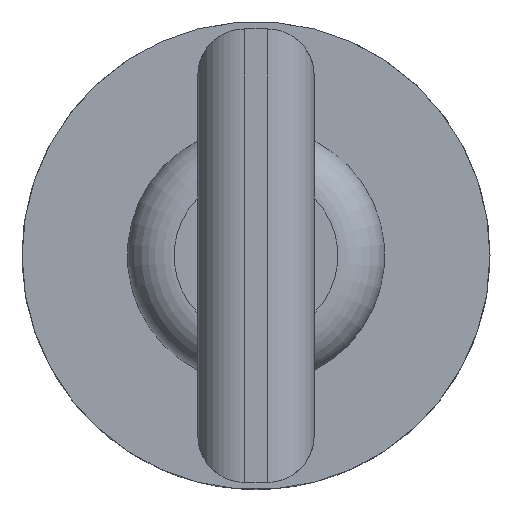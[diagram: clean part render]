
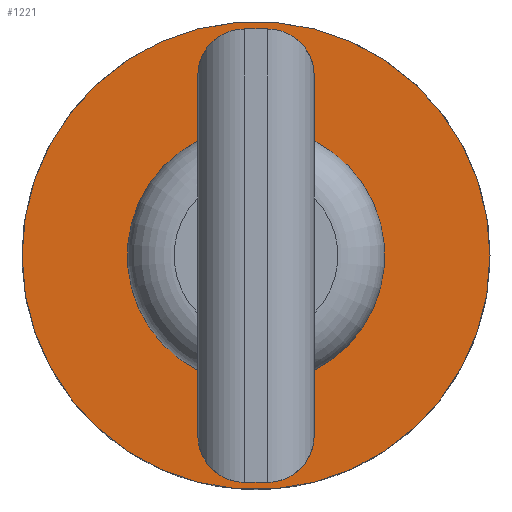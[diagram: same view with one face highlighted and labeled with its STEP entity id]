
A CAD part, front view. The second image highlights one B-rep face of the part: STEP entity #1221.
In plain terms, the highlighted planar face has unit normal (0, -1, 0).
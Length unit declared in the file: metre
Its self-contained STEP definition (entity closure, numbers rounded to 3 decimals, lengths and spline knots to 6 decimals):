
#93=CIRCLE('',#1310,0.00508);
#94=CIRCLE('',#1311,0.00508);
#95=CIRCLE('',#1312,0.00508);
#96=CIRCLE('',#1313,0.00508);
#97=CIRCLE('',#1314,0.002794);
#98=CIRCLE('',#1315,0.001016);
#99=CIRCLE('',#1316,0.001016);
#100=CIRCLE('',#1317,0.002794);
#101=CIRCLE('',#1318,0.001016);
#102=CIRCLE('',#1319,0.001016);
#189=ORIENTED_EDGE('',*,*,#569,.T.);
#190=ORIENTED_EDGE('',*,*,#570,.T.);
#191=ORIENTED_EDGE('',*,*,#571,.T.);
#192=ORIENTED_EDGE('',*,*,#572,.T.);
#193=ORIENTED_EDGE('',*,*,#573,.F.);
#194=ORIENTED_EDGE('',*,*,#558,.T.);
#195=ORIENTED_EDGE('',*,*,#574,.T.);
#196=ORIENTED_EDGE('',*,*,#575,.T.);
#197=ORIENTED_EDGE('',*,*,#576,.T.);
#198=ORIENTED_EDGE('',*,*,#564,.F.);
#199=ORIENTED_EDGE('',*,*,#577,.F.);
#200=ORIENTED_EDGE('',*,*,#568,.F.);
#201=ORIENTED_EDGE('',*,*,#578,.T.);
#202=ORIENTED_EDGE('',*,*,#579,.F.);
#203=ORIENTED_EDGE('',*,*,#580,.T.);
#204=ORIENTED_EDGE('',*,*,#554,.T.);
#554=EDGE_CURVE('',#745,#744,#871,.T.);
#558=EDGE_CURVE('',#739,#748,#875,.T.);
#564=EDGE_CURVE('',#754,#755,#879,.T.);
#568=EDGE_CURVE('',#758,#750,#883,.T.);
#569=EDGE_CURVE('',#759,#760,#93,.T.);
#570=EDGE_CURVE('',#760,#761,#94,.T.);
#571=EDGE_CURVE('',#761,#762,#95,.T.);
#572=EDGE_CURVE('',#762,#759,#96,.T.);
#573=EDGE_CURVE('',#739,#744,#97,.T.);
#574=EDGE_CURVE('',#748,#763,#98,.F.);
#575=EDGE_CURVE('',#763,#764,#884,.T.);
#576=EDGE_CURVE('',#764,#755,#99,.F.);
#577=EDGE_CURVE('',#750,#754,#100,.T.);
#578=EDGE_CURVE('',#758,#765,#101,.F.);
#579=EDGE_CURVE('',#766,#765,#885,.T.);
#580=EDGE_CURVE('',#766,#745,#102,.F.);
#739=VERTEX_POINT('',#1711);
#744=VERTEX_POINT('',#1728);
#745=VERTEX_POINT('',#1730);
#748=VERTEX_POINT('',#1736);
#750=VERTEX_POINT('',#1741);
#754=VERTEX_POINT('',#1757);
#755=VERTEX_POINT('',#1759);
#758=VERTEX_POINT('',#1765);
#759=VERTEX_POINT('',#1769);
#760=VERTEX_POINT('',#1770);
#761=VERTEX_POINT('',#1772);
#762=VERTEX_POINT('',#1774);
#763=VERTEX_POINT('',#1778);
#764=VERTEX_POINT('',#1780);
#765=VERTEX_POINT('',#1784);
#766=VERTEX_POINT('',#1786);
#871=LINE('',#1729,#946);
#875=LINE('',#1737,#950);
#879=LINE('',#1758,#954);
#883=LINE('',#1766,#958);
#884=LINE('',#1779,#959);
#885=LINE('',#1785,#960);
#946=VECTOR('',#1422,1.);
#950=VECTOR('',#1426,1.);
#954=VECTOR('',#1432,1.);
#958=VECTOR('',#1436,1.);
#959=VECTOR('',#1451,1.);
#960=VECTOR('',#1458,1.);
#1020=EDGE_LOOP('',(#189,#190,#191,#192));
#1021=EDGE_LOOP('',(#193,#194,#195,#196,#197,#198,#199,#200,#201,#202,#203,
#204));
#1103=FACE_BOUND('',#1020,.T.);
#1104=FACE_BOUND('',#1021,.T.);
#1186=PLANE('',#1309);
#1221=ADVANCED_FACE('',(#1103,#1104),#1186,.T.);
#1309=AXIS2_PLACEMENT_3D('',#1767,#1437,#1438);
#1310=AXIS2_PLACEMENT_3D('',#1768,#1439,#1440);
#1311=AXIS2_PLACEMENT_3D('',#1771,#1441,#1442);
#1312=AXIS2_PLACEMENT_3D('',#1773,#1443,#1444);
#1313=AXIS2_PLACEMENT_3D('',#1775,#1445,#1446);
#1314=AXIS2_PLACEMENT_3D('',#1776,#1447,#1448);
#1315=AXIS2_PLACEMENT_3D('',#1777,#1449,#1450);
#1316=AXIS2_PLACEMENT_3D('',#1781,#1452,#1453);
#1317=AXIS2_PLACEMENT_3D('',#1782,#1454,#1455);
#1318=AXIS2_PLACEMENT_3D('',#1783,#1456,#1457);
#1319=AXIS2_PLACEMENT_3D('',#1787,#1459,#1460);
#1422=DIRECTION('',(0.,0.,-1.));
#1426=DIRECTION('',(0.,0.,-1.));
#1432=DIRECTION('',(0.,0.,-1.));
#1436=DIRECTION('',(0.,0.,-1.));
#1437=DIRECTION('',(0.,-1.,0.));
#1438=DIRECTION('',(1.,0.,0.));
#1439=DIRECTION('',(0.,-1.,0.));
#1440=DIRECTION('',(0.,0.,-1.));
#1441=DIRECTION('',(0.,-1.,0.));
#1442=DIRECTION('',(0.,0.,-1.));
#1443=DIRECTION('',(0.,-1.,0.));
#1444=DIRECTION('',(0.,0.,-1.));
#1445=DIRECTION('',(0.,-1.,0.));
#1446=DIRECTION('',(0.,0.,-1.));
#1447=DIRECTION('',(0.,-1.,0.));
#1448=DIRECTION('',(0.,0.,-1.));
#1449=DIRECTION('',(0.,-1.,0.));
#1450=DIRECTION('',(0.,0.,-1.));
#1451=DIRECTION('',(-1.,0.,0.));
#1452=DIRECTION('',(0.,-1.,0.));
#1453=DIRECTION('',(0.,0.,-1.));
#1454=DIRECTION('',(0.,-1.,0.));
#1455=DIRECTION('',(0.,0.,-1.));
#1456=DIRECTION('',(0.,-1.,0.));
#1457=DIRECTION('',(0.,0.,-1.));
#1458=DIRECTION('',(-1.,0.,0.));
#1459=DIRECTION('',(0.,-1.,0.));
#1460=DIRECTION('',(0.,0.,-1.));
#1711=CARTESIAN_POINT('',(0.001264,-0.023825,0.013383));
#1728=CARTESIAN_POINT('',(0.001264,-0.023825,0.018367));
#1729=CARTESIAN_POINT('',(0.001264,-0.023825,0.015875));
#1730=CARTESIAN_POINT('',(0.001264,-0.023825,0.019779));
#1736=CARTESIAN_POINT('',(0.001264,-0.023825,0.011971));
#1737=CARTESIAN_POINT('',(0.001264,-0.023825,0.015875));
#1741=CARTESIAN_POINT('',(-0.001264,-0.023825,0.018367));
#1757=CARTESIAN_POINT('',(-0.001264,-0.023825,0.013383));
#1758=CARTESIAN_POINT('',(-0.001264,-0.023825,0.015875));
#1759=CARTESIAN_POINT('',(-0.001264,-0.023825,0.011971));
#1765=CARTESIAN_POINT('',(-0.001264,-0.023825,0.019779));
#1766=CARTESIAN_POINT('',(-0.001264,-0.023825,0.015875));
#1767=CARTESIAN_POINT('',(0.,-0.023825,0.015875));
#1768=CARTESIAN_POINT('',(0.,-0.023825,0.015875));
#1769=CARTESIAN_POINT('',(0.001264,-0.023825,0.020795));
#1770=CARTESIAN_POINT('',(-0.001264,-0.023825,0.020795));
#1771=CARTESIAN_POINT('',(0.,-0.023825,0.015875));
#1772=CARTESIAN_POINT('',(-0.001264,-0.023825,0.010955));
#1773=CARTESIAN_POINT('',(0.,-0.023825,0.015875));
#1774=CARTESIAN_POINT('',(0.001264,-0.023825,0.010955));
#1775=CARTESIAN_POINT('',(0.,-0.023825,0.015875));
#1776=CARTESIAN_POINT('',(0.,-0.023825,0.015875));
#1777=CARTESIAN_POINT('',(0.000248,-0.023825,0.011971));
#1778=CARTESIAN_POINT('',(0.000248,-0.023825,0.010955));
#1779=CARTESIAN_POINT('',(0.,-0.023825,0.010955));
#1780=CARTESIAN_POINT('',(-0.000248,-0.023825,0.010955));
#1781=CARTESIAN_POINT('',(-0.000248,-0.023825,0.011971));
#1782=CARTESIAN_POINT('',(0.,-0.023825,0.015875));
#1783=CARTESIAN_POINT('',(-0.000248,-0.023825,0.019779));
#1784=CARTESIAN_POINT('',(-0.000248,-0.023825,0.020795));
#1785=CARTESIAN_POINT('',(0.,-0.023825,0.020795));
#1786=CARTESIAN_POINT('',(0.000248,-0.023825,0.020795));
#1787=CARTESIAN_POINT('',(0.000248,-0.023825,0.019779));
